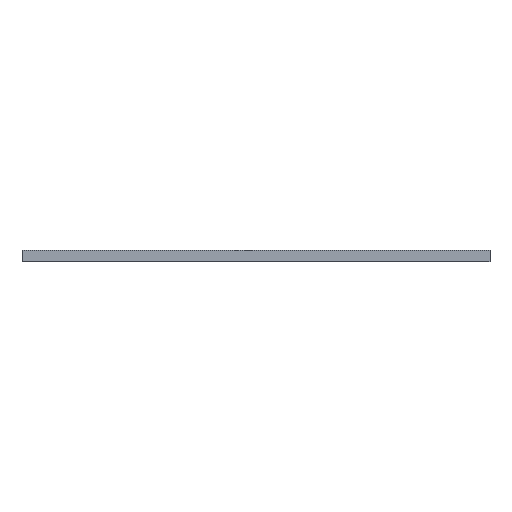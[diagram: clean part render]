
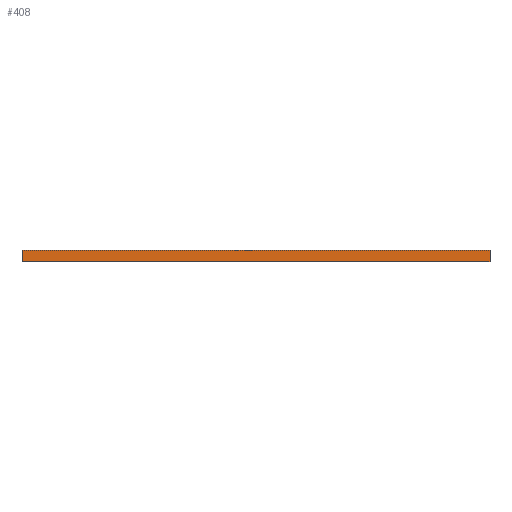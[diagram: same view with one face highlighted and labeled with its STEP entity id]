
A CAD part, top view. The second image highlights one B-rep face of the part: STEP entity #408.
In plain terms, the highlighted planar face has unit normal (0, 0, 1).
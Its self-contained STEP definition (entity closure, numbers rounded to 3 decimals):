
#20=PLANE('',#450);
#36=FACE_OUTER_BOUND('',#58,.T.);
#58=EDGE_LOOP('',(#322,#323,#324,#325));
#85=LINE('',#654,#121);
#86=LINE('',#658,#122);
#91=LINE('',#680,#127);
#92=LINE('',#681,#128);
#121=VECTOR('',#525,1.);
#122=VECTOR('',#530,1.);
#127=VECTOR('',#549,1.);
#128=VECTOR('',#550,1.);
#184=VERTEX_POINT('',#651);
#185=VERTEX_POINT('',#653);
#186=VERTEX_POINT('',#657);
#196=VERTEX_POINT('',#679);
#232=EDGE_CURVE('',#184,#185,#85,.T.);
#234=EDGE_CURVE('',#186,#185,#86,.T.);
#245=EDGE_CURVE('',#184,#196,#91,.T.);
#246=EDGE_CURVE('',#196,#186,#92,.T.);
#322=ORIENTED_EDGE('',*,*,#245,.T.);
#323=ORIENTED_EDGE('',*,*,#246,.T.);
#324=ORIENTED_EDGE('',*,*,#234,.T.);
#325=ORIENTED_EDGE('',*,*,#232,.F.);
#408=ADVANCED_FACE('',(#36),#20,.T.);
#450=AXIS2_PLACEMENT_3D('',#678,#547,#548);
#525=DIRECTION('',(1.,0.,0.));
#530=DIRECTION('',(0.,1.,0.));
#547=DIRECTION('center_axis',(0.,0.,1.));
#548=DIRECTION('ref_axis',(0.,-1.,0.));
#549=DIRECTION('',(0.,-1.,0.));
#550=DIRECTION('',(1.,0.,0.));
#651=CARTESIAN_POINT('',(1.044,74.187,19.25));
#653=CARTESIAN_POINT('',(3001.044,74.187,19.25));
#654=CARTESIAN_POINT('',(1.044,74.187,19.25));
#657=CARTESIAN_POINT('',(3001.044,3.187,19.25));
#658=CARTESIAN_POINT('',(3001.044,-248.813,19.25));
#678=CARTESIAN_POINT('Origin',(1.044,-348.813,19.25));
#679=CARTESIAN_POINT('',(1.044,3.187,19.25));
#680=CARTESIAN_POINT('',(1.044,-348.813,19.25));
#681=CARTESIAN_POINT('',(751.044,3.187,19.25));
